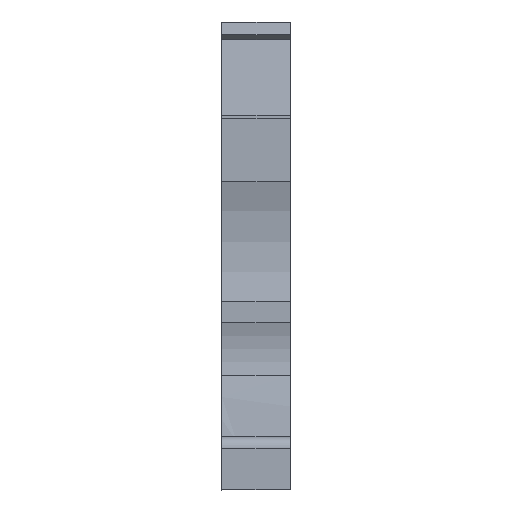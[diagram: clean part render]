
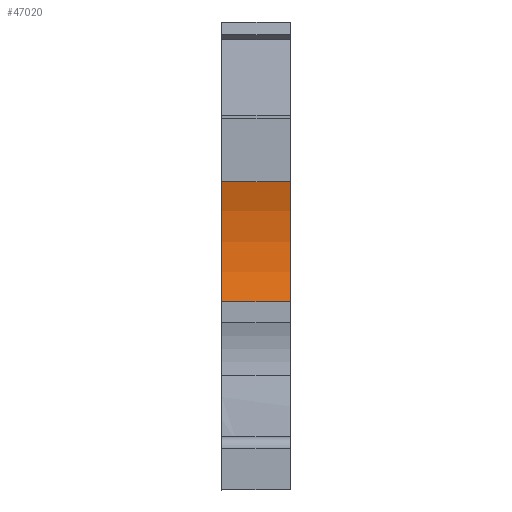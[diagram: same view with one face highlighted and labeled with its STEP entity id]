
A CAD part, front view. The second image highlights one B-rep face of the part: STEP entity #47020.
In plain terms, the highlighted cylindrical face has radius 15 mm (diameter 30 mm), a partial arc.
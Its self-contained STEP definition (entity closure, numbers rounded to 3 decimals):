
#1630=CARTESIAN_POINT('',(5.15,-0.006,
14.18));
#1640=VERTEX_POINT('',#1630);
#1670=CARTESIAN_POINT('',(5.15,-14.309,
18.7));
#1680=DIRECTION('',(1.,0.,0.));
#1690=DIRECTION('',(0.,1.,0.));
#1700=AXIS2_PLACEMENT_3D('',#1670,#1680,#1690);
#1710=CIRCLE('',#1700,15.);
#1720=CARTESIAN_POINT('',(5.15,-0.006,
23.22));
#1730=VERTEX_POINT('',#1720);
#1740=EDGE_CURVE('',#1640,#1730,#1710,.T.);
#41240=CARTESIAN_POINT('',(0.,-0.006,
23.22));
#41250=VERTEX_POINT('',#41240);
#41280=CARTESIAN_POINT('',(0.,-14.309,
18.7));
#41290=DIRECTION('',(1.,0.,0.));
#41300=DIRECTION('',(0.,1.,0.));
#41310=AXIS2_PLACEMENT_3D('',#41280,#41290,#41300);
#41320=CIRCLE('',#41310,15.);
#41330=CARTESIAN_POINT('',(0.,-0.006,
14.18));
#41340=VERTEX_POINT('',#41330);
#41350=EDGE_CURVE('',#41340,#41250,#41320,.T.);
#46810=CARTESIAN_POINT('',(5.15,-14.309,
18.7));
#46820=DIRECTION('',(1.,0.,0.));
#46830=DIRECTION('',(0.,1.,0.));
#46840=AXIS2_PLACEMENT_3D('',#46810,#46820,#46830);
#46850=CYLINDRICAL_SURFACE('',#46840,15.);
#46860=ORIENTED_EDGE('',*,*,#1740,.T.);
#46870=CARTESIAN_POINT('',(5.15,-0.006,
14.18));
#46880=DIRECTION('',(1.,0.,0.));
#46890=VECTOR('',#46880,1.);
#46900=LINE('',#46870,#46890);
#46910=EDGE_CURVE('',#41340,#1640,#46900,.T.);
#46920=ORIENTED_EDGE('',*,*,#46910,.T.);
#46930=ORIENTED_EDGE('',*,*,#41350,.F.);
#46940=CARTESIAN_POINT('',(5.15,-0.006,
23.22));
#46950=DIRECTION('',(1.,0.,0.));
#46960=VECTOR('',#46950,1.);
#46970=LINE('',#46940,#46960);
#46980=EDGE_CURVE('',#41250,#1730,#46970,.T.);
#46990=ORIENTED_EDGE('',*,*,#46980,.F.);
#47000=EDGE_LOOP('',(#46990,#46930,#46920,#46860));
#47010=FACE_OUTER_BOUND('',#47000,.T.);
#47020=ADVANCED_FACE('',(#47010),#46850,.F.);
